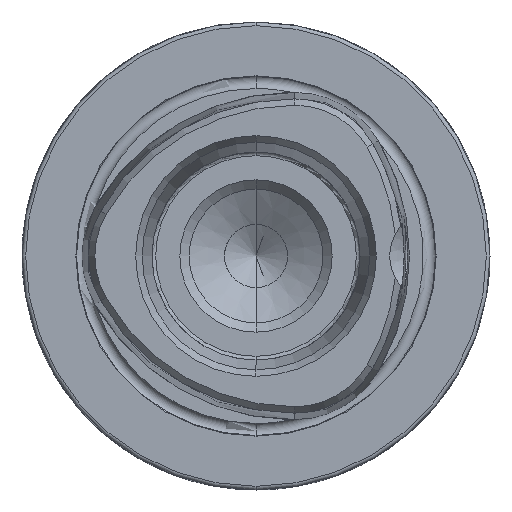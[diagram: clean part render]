
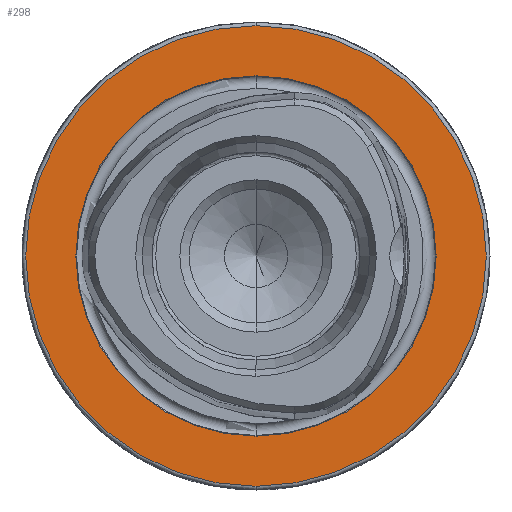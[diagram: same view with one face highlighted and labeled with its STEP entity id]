
A CAD part, left-side view. The second image highlights one B-rep face of the part: STEP entity #298.
In plain terms, the highlighted planar face has unit normal (-1, 0, 0).
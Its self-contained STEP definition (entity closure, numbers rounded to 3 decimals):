
#27 = CARTESIAN_POINT ( 'NONE',  ( 0., 0., 0. ) ) ;
#76 = DIRECTION ( 'NONE',  ( 0., 0., 1. ) ) ;
#90 = DIRECTION ( 'NONE',  ( -1., 0., 0. ) ) ;
#298 = ADVANCED_FACE ( 'NONE', ( #1128, #1121 ), #7103, .F. ) ;
#697 = EDGE_CURVE ( 'NONE', #7786, #7787, #1615, .T. ) ;
#893 = EDGE_CURVE ( 'NONE', #7782, #7784, #3165, .T. ) ;
#921 = AXIS2_PLACEMENT_3D ( 'NONE', #7202, #7206, #7207 ) ;
#1121 = FACE_OUTER_BOUND ( 'NONE', #7532, .T. ) ;
#1128 = FACE_BOUND ( 'NONE', #7562, .T. ) ;
#1615 = CIRCLE ( 'NONE', #2639, 31. ) ;
#2639 = AXIS2_PLACEMENT_3D ( 'NONE', #27, #90, #76 ) ;
#2713 = AXIS2_PLACEMENT_3D ( 'NONE', #3756, #3757, #3758 ) ;
#2737 = AXIS2_PLACEMENT_3D ( 'NONE', #4619, #4620, #4621 ) ;
#2845 = AXIS2_PLACEMENT_3D ( 'NONE', #6372, #6373, #6374 ) ;
#3165 = CIRCLE ( 'NONE', #2713, 24.25 ) ;
#3275 = CIRCLE ( 'NONE', #2737, 31. ) ;
#3756 = CARTESIAN_POINT ( 'NONE',  ( 0., 0., 0. ) ) ;
#3757 = DIRECTION ( 'NONE',  ( -1., 0., 0. ) ) ;
#3758 = DIRECTION ( 'NONE',  ( 0., 0., 1. ) ) ;
#4619 = CARTESIAN_POINT ( 'NONE',  ( 0., 0., 0. ) ) ;
#4620 = DIRECTION ( 'NONE',  ( -1., 0., 0. ) ) ;
#4621 = DIRECTION ( 'NONE',  ( 0., 0., 1. ) ) ;
#5345 = CARTESIAN_POINT ( 'NONE',  ( 0., 0., -24.25 ) ) ;
#5346 = CARTESIAN_POINT ( 'NONE',  ( 0., 0., 24.25 ) ) ;
#5348 = CARTESIAN_POINT ( 'NONE',  ( 0., 0., 31. ) ) ;
#5349 = CARTESIAN_POINT ( 'NONE',  ( 0., 0., -31. ) ) ;
#5956 = CIRCLE ( 'NONE', #2845, 24.25 ) ;
#6372 = CARTESIAN_POINT ( 'NONE',  ( 0., 0., 0. ) ) ;
#6373 = DIRECTION ( 'NONE',  ( -1., 0., 0. ) ) ;
#6374 = DIRECTION ( 'NONE',  ( 0., 0., 1. ) ) ;
#7103 = PLANE ( 'NONE',  #921 ) ;
#7202 = CARTESIAN_POINT ( 'NONE',  ( 0., 24.25, 0. ) ) ;
#7206 = DIRECTION ( 'NONE',  ( 1., 0., 0. ) ) ;
#7207 = DIRECTION ( 'NONE',  ( 0., 0., -1. ) ) ;
#7532 = EDGE_LOOP ( 'NONE', ( #8163, #8164 ) ) ;
#7562 = EDGE_LOOP ( 'NONE', ( #8161, #8162 ) ) ;
#7609 = EDGE_CURVE ( 'NONE', #7787, #7786, #3275, .T. ) ;
#7782 = VERTEX_POINT ( 'NONE', #5345 ) ;
#7784 = VERTEX_POINT ( 'NONE', #5346 ) ;
#7786 = VERTEX_POINT ( 'NONE', #5348 ) ;
#7787 = VERTEX_POINT ( 'NONE', #5349 ) ;
#8161 = ORIENTED_EDGE ( 'NONE', *, *, #8442, .F. ) ;
#8162 = ORIENTED_EDGE ( 'NONE', *, *, #893, .F. ) ;
#8163 = ORIENTED_EDGE ( 'NONE', *, *, #697, .T. ) ;
#8164 = ORIENTED_EDGE ( 'NONE', *, *, #7609, .T. ) ;
#8442 = EDGE_CURVE ( 'NONE', #7784, #7782, #5956, .T. ) ;
